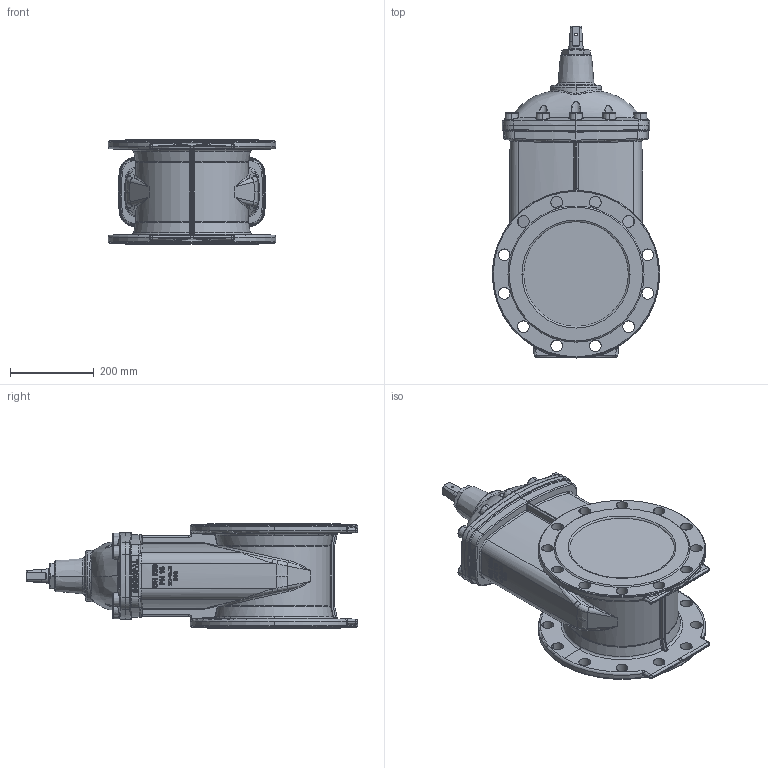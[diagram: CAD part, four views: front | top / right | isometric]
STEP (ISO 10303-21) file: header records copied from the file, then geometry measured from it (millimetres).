
FILE_DESCRIPTION (( 'STEP AP214' ), '1' );
FILE_NAME ('VCE FL S14 DN250 PN16 MOD3000.STEP', '2014-09-30T15:52:26', ( '' ), ( '' ), 'SwSTEP 2.0', 'SolidWorks 2014', '' );
FILE_SCHEMA (( 'AUTOMOTIVE_DESIGN' ));
Length unit declared in the file: millimetre
Products named in the file (1): VCE FL S14 DN250 PN16 MOD3000
Bounding box: 400 x 792.5 x 250 mm (x, y, z)
Volume: 31968504.7 mm3; surface area: 1017268.1 mm2
Topology: 1 solids, 23 shells, 2017 faces, 5196 edges, 3308 vertices
Faces by surface type: bspline 1250, cylinder 278, plane 227, cone 114, torus 100, sphere 48
Entity records: 208829 total; most frequent: CARTESIAN_POINT 148051, ORIENTED_EDGE 10372, EDGE_CURVE 5186, DIRECTION 4471, VERTEX_POINT 3308, B_SPLINE_CURVE_WITH_KNOTS 3140, EDGE_LOOP 2166, FACE_OUTER_BOUND 2017
